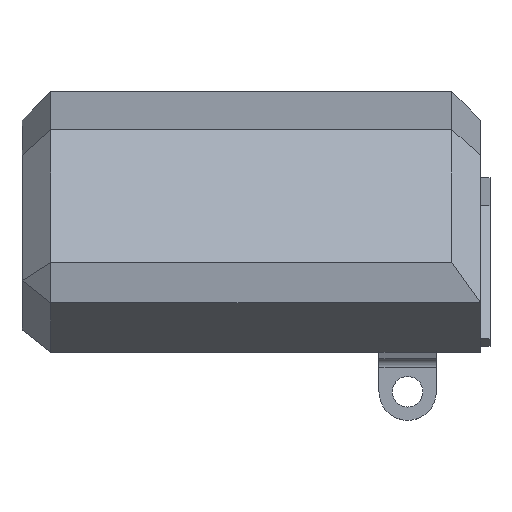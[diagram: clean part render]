
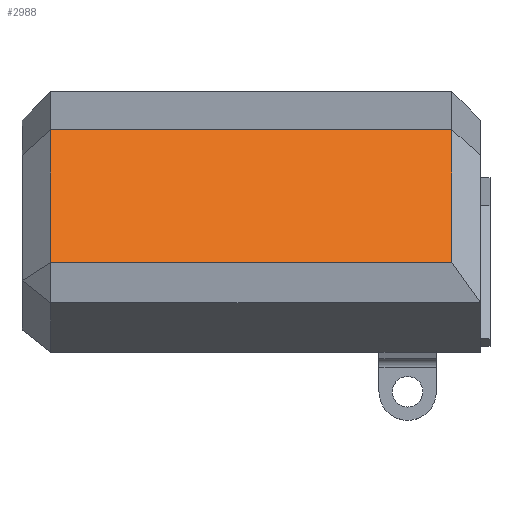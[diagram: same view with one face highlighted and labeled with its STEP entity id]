
A CAD part, top view. The second image highlights one B-rep face of the part: STEP entity #2988.
In plain terms, the highlighted planar face has unit normal (0, 0.628, 0.778).
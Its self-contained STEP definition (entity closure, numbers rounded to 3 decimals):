
#172=PLANE('',#3202);
#334=FACE_OUTER_BOUND('',#507,.T.);
#507=EDGE_LOOP('',(#2657,#2658,#2659,#2660));
#803=LINE('',#5155,#1161);
#807=LINE('',#5162,#1165);
#812=LINE('',#5171,#1170);
#821=LINE('',#5188,#1179);
#1161=VECTOR('',#3816,10.);
#1165=VECTOR('',#3822,10.);
#1170=VECTOR('',#3831,10.);
#1179=VECTOR('',#3856,10.);
#1506=VERTEX_POINT('',#5143);
#1508=VERTEX_POINT('',#5149);
#1509=VERTEX_POINT('',#5153);
#1510=VERTEX_POINT('',#5154);
#1894=EDGE_CURVE('',#1509,#1510,#803,.T.);
#1898=EDGE_CURVE('',#1510,#1508,#807,.T.);
#1903=EDGE_CURVE('',#1508,#1506,#812,.T.);
#1912=EDGE_CURVE('',#1509,#1506,#821,.T.);
#2657=ORIENTED_EDGE('',*,*,#1903,.F.);
#2658=ORIENTED_EDGE('',*,*,#1898,.F.);
#2659=ORIENTED_EDGE('',*,*,#1894,.F.);
#2660=ORIENTED_EDGE('',*,*,#1912,.T.);
#2988=ADVANCED_FACE('',(#334),#172,.T.);
#3202=AXIS2_PLACEMENT_3D('',#5187,#3854,#3855);
#3816=DIRECTION('',(0.,-0.778,0.628));
#3822=DIRECTION('',(-1.,0.,0.));
#3831=DIRECTION('',(0.,0.778,-0.628));
#3854=DIRECTION('center_axis',(0.,0.628,0.778));
#3855=DIRECTION('ref_axis',(0.,0.778,-0.628));
#3856=DIRECTION('',(-1.,0.,0.));
#5143=CARTESIAN_POINT('',(-20.5,37.127,42.258));
#5149=CARTESIAN_POINT('',(-20.5,23.202,53.495));
#5153=CARTESIAN_POINT('',(21.5,37.127,42.258));
#5154=CARTESIAN_POINT('',(21.5,23.202,53.495));
#5155=CARTESIAN_POINT('',(21.5,30.623,47.506));
#5162=CARTESIAN_POINT('',(24.5,23.202,53.495));
#5171=CARTESIAN_POINT('',(-20.5,30.623,47.506));
#5187=CARTESIAN_POINT('Origin',(24.5,20.867,55.379));
#5188=CARTESIAN_POINT('',(24.5,37.127,42.258));
